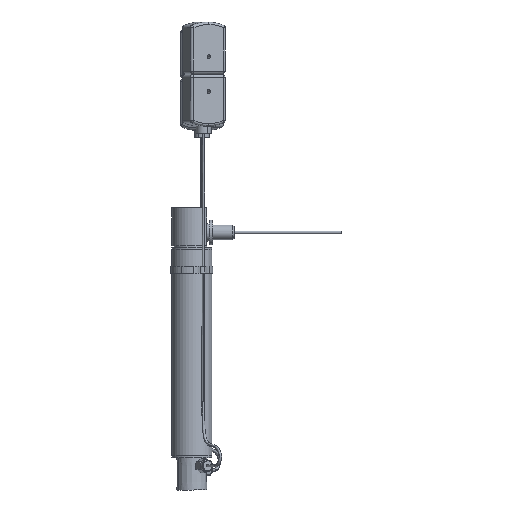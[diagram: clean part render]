
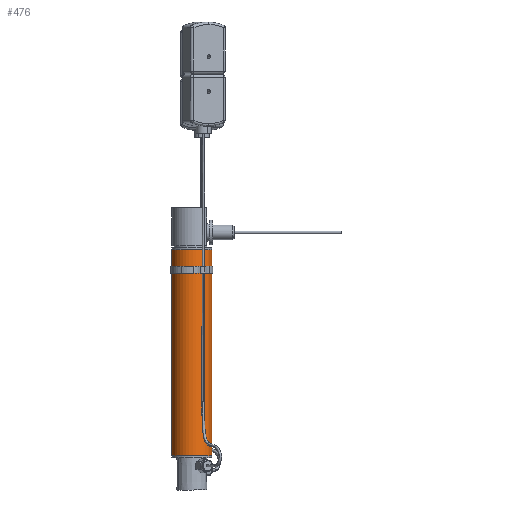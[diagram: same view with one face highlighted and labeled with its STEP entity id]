
A CAD part, front view. The second image highlights one B-rep face of the part: STEP entity #476.
In plain terms, the highlighted cylindrical face has radius 12.7 mm (diameter 25.4 mm), a partial arc.
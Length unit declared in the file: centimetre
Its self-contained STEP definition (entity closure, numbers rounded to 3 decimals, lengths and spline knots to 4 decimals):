
#476 = ADVANCED_FACE ( 'NONE', ( #6005 ), #4443, .T. ) ;
#609 = ORIENTED_EDGE ( 'NONE', *, *, #1620, .T. ) ;
#889 = VECTOR ( 'NONE', #11370, 100. ) ;
#1620 = EDGE_CURVE ( 'NONE', #10955, #9972, #12653, .T. ) ;
#1772 = DIRECTION ( 'NONE',  ( 1., 0., 0. ) ) ;
#1795 = DIRECTION ( 'NONE',  ( 0., 0., -1. ) ) ;
#1830 = CARTESIAN_POINT ( 'NONE',  ( 0., 0., 13.1826 ) ) ;
#2128 = AXIS2_PLACEMENT_3D ( 'NONE', #1830, #1795, #1772 ) ;
#2269 = LINE ( 'NONE', #8106, #11597 ) ;
#2450 = DIRECTION ( 'NONE',  ( 0., 0., 1. ) ) ;
#4443 = CYLINDRICAL_SURFACE ( 'NONE', #11140, 1.27 ) ;
#5517 = CARTESIAN_POINT ( 'NONE',  ( -1.27, 0., 0. ) ) ;
#5697 = ORIENTED_EDGE ( 'NONE', *, *, #11486, .T. ) ;
#6005 = FACE_OUTER_BOUND ( 'NONE', #8085, .T. ) ;
#6019 = ORIENTED_EDGE ( 'NONE', *, *, #15478, .T. ) ;
#6208 = CIRCLE ( 'NONE', #10365, 1.27 ) ;
#7556 = VERTEX_POINT ( 'NONE', #10453 ) ;
#8008 = CARTESIAN_POINT ( 'NONE',  ( -1.27, 0., 13.1826 ) ) ;
#8085 = EDGE_LOOP ( 'NONE', ( #11851, #6019, #5697, #609 ) ) ;
#8106 = CARTESIAN_POINT ( 'NONE',  ( 1.27, 0., 0. ) ) ;
#8403 = CARTESIAN_POINT ( 'NONE',  ( 1.27, 0., 13.1826 ) ) ;
#8902 = VERTEX_POINT ( 'NONE', #5517 ) ;
#9890 = CARTESIAN_POINT ( 'NONE',  ( 0., 0., 0. ) ) ;
#9972 = VERTEX_POINT ( 'NONE', #8008 ) ;
#10365 = AXIS2_PLACEMENT_3D ( 'NONE', #9890, #2450, #11007 ) ;
#10453 = CARTESIAN_POINT ( 'NONE',  ( 1.27, 0., 0. ) ) ;
#10526 = DIRECTION ( 'NONE',  ( 1., 0., 0. ) ) ;
#10955 = VERTEX_POINT ( 'NONE', #8403 ) ;
#11007 = DIRECTION ( 'NONE',  ( 1., 0., 0. ) ) ;
#11140 = AXIS2_PLACEMENT_3D ( 'NONE', #11688, #12580, #10526 ) ;
#11171 = LINE ( 'NONE', #13581, #889 ) ;
#11370 = DIRECTION ( 'NONE',  ( 0., 0., 1. ) ) ;
#11486 = EDGE_CURVE ( 'NONE', #7556, #10955, #2269, .T. ) ;
#11597 = VECTOR ( 'NONE', #13850, 100. ) ;
#11688 = CARTESIAN_POINT ( 'NONE',  ( 0., 0., 0. ) ) ;
#11851 = ORIENTED_EDGE ( 'NONE', *, *, #13617, .F. ) ;
#12580 = DIRECTION ( 'NONE',  ( 0., 0., 1. ) ) ;
#12653 = CIRCLE ( 'NONE', #2128, 1.27 ) ;
#13581 = CARTESIAN_POINT ( 'NONE',  ( -1.27, 0., 0. ) ) ;
#13617 = EDGE_CURVE ( 'NONE', #8902, #9972, #11171, .T. ) ;
#13850 = DIRECTION ( 'NONE',  ( 0., 0., 1. ) ) ;
#15478 = EDGE_CURVE ( 'NONE', #8902, #7556, #6208, .T. ) ;
